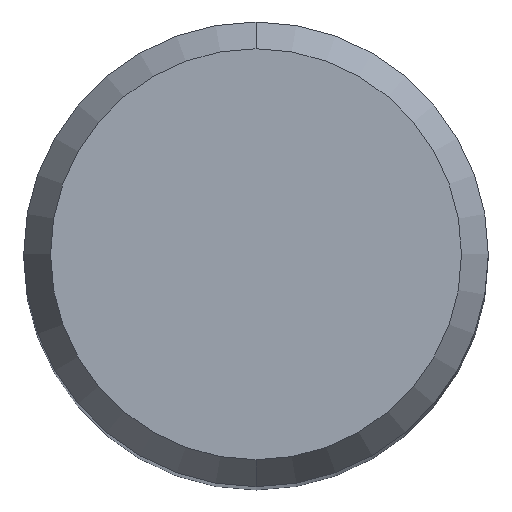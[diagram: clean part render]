
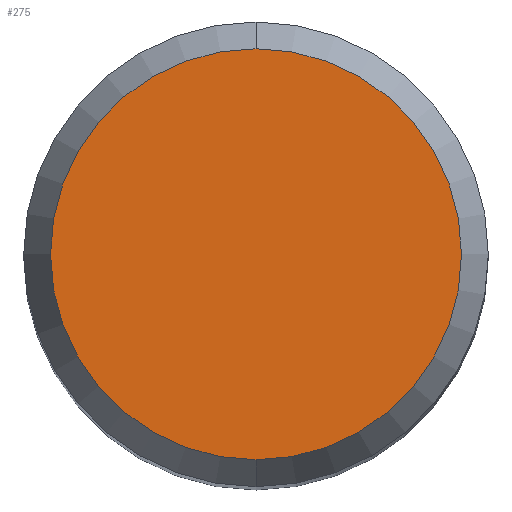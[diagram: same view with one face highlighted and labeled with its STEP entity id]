
A CAD part, top view. The second image highlights one B-rep face of the part: STEP entity #275.
In plain terms, the highlighted planar face has unit normal (0, 0, 1).
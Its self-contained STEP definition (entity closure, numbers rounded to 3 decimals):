
#211=VERTEX_POINT('',#505);
#275=ADVANCED_FACE('',(#574),#575,.T.);
#277=EDGE_CURVE('',#341,#211,#577,.T.);
#341=VERTEX_POINT('',#650);
#411=EDGE_CURVE('',#211,#341,#728,.T.);
#505=CARTESIAN_POINT('',(0.0,3.538,0.0));
#574=FACE_OUTER_BOUND('',#1004,.T.);
#575=PLANE('',#1005);
#577=CIRCLE('',#1008,3.538);
#650=CARTESIAN_POINT('',(0.,-3.538,0.0));
#728=CIRCLE('',#1321,3.538);
#1004=EDGE_LOOP('',(#1494,#1495));
#1005=AXIS2_PLACEMENT_3D('',#1496,#1497,#1498);
#1008=AXIS2_PLACEMENT_3D('',#1499,#1500,#1501);
#1321=AXIS2_PLACEMENT_3D('',#1698,#1699,#1700);
#1494=ORIENTED_EDGE('',*,*,#411,.F.);
#1495=ORIENTED_EDGE('',*,*,#277,.F.);
#1496=CARTESIAN_POINT('',(0.0,1.769,0.0));
#1497=DIRECTION('',(-0.0,0.0,1.0));
#1498=DIRECTION('',(0.0,-1.0,0.0));
#1499=CARTESIAN_POINT('',(0.0,0.0,0.0));
#1500=DIRECTION('',(0.0,0.0,-1.0));
#1501=DIRECTION('',(0.0,1.0,0.0));
#1698=CARTESIAN_POINT('',(0.0,0.0,0.0));
#1699=DIRECTION('',(0.0,0.0,-1.0));
#1700=DIRECTION('',(0.0,1.0,0.0));
